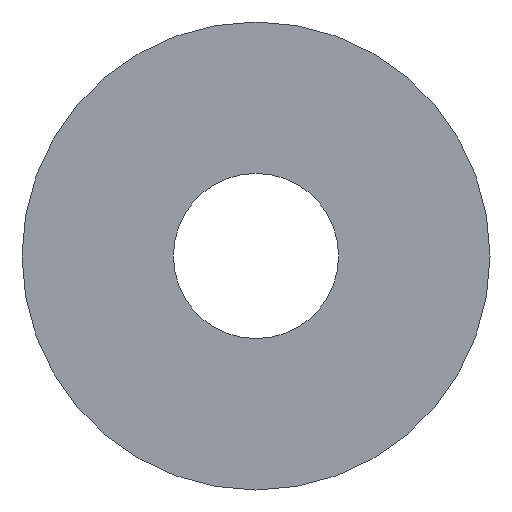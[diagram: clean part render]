
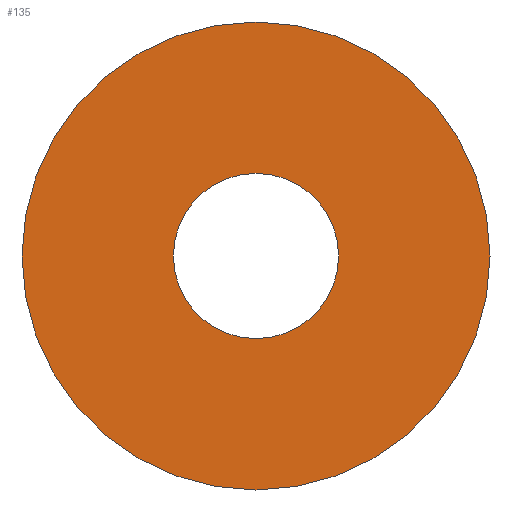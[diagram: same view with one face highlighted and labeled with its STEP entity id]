
A CAD part, left-side view. The second image highlights one B-rep face of the part: STEP entity #135.
In plain terms, the highlighted planar face has unit normal (-1, 0, 0).
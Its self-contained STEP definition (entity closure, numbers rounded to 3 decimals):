
#1 = CARTESIAN_POINT ( 'NONE',  ( 0., 0., 0. ) ) ;
#2 = CARTESIAN_POINT ( 'NONE',  ( 0., 8.5, 0. ) ) ;
#4 = DIRECTION ( 'NONE',  ( -1., 0., 0. ) ) ;
#12 = CARTESIAN_POINT ( 'NONE',  ( 0., 0., 0. ) ) ;
#13 = DIRECTION ( 'NONE',  ( 0., 0., 1. ) ) ;
#25 = VERTEX_POINT ( 'NONE', #29 ) ;
#27 = DIRECTION ( 'NONE',  ( -1., 0., 0. ) ) ;
#28 = DIRECTION ( 'NONE',  ( 0., 0., 1. ) ) ;
#29 = CARTESIAN_POINT ( 'NONE',  ( 0., 0., 8.5 ) ) ;
#31 = CARTESIAN_POINT ( 'NONE',  ( 0., 0., 0. ) ) ;
#34 = EDGE_LOOP ( 'NONE', ( #89, #113 ) ) ;
#35 = AXIS2_PLACEMENT_3D ( 'NONE', #2, #242, #240 ) ;
#41 = AXIS2_PLACEMENT_3D ( 'NONE', #248, #247, #246 ) ;
#42 = DIRECTION ( 'NONE',  ( 0., 0., 1. ) ) ;
#43 = AXIS2_PLACEMENT_3D ( 'NONE', #1, #4, #42 ) ;
#48 = AXIS2_PLACEMENT_3D ( 'NONE', #12, #154, #13 ) ;
#53 = ORIENTED_EDGE ( 'NONE', *, *, #70, .F. ) ;
#55 = AXIS2_PLACEMENT_3D ( 'NONE', #31, #27, #28 ) ;
#59 = EDGE_CURVE ( 'NONE', #186, #229, #102, .T. ) ;
#60 = ORIENTED_EDGE ( 'NONE', *, *, #59, .F. ) ;
#70 = EDGE_CURVE ( 'NONE', #229, #186, #116, .T. ) ;
#74 = EDGE_CURVE ( 'NONE', #25, #227, #110, .T. ) ;
#80 = EDGE_CURVE ( 'NONE', #227, #25, #118, .T. ) ;
#89 = ORIENTED_EDGE ( 'NONE', *, *, #74, .T. ) ;
#99 = EDGE_LOOP ( 'NONE', ( #53, #60 ) ) ;
#102 = CIRCLE ( 'NONE', #55, 3. ) ;
#110 = CIRCLE ( 'NONE', #43, 8.5 ) ;
#113 = ORIENTED_EDGE ( 'NONE', *, *, #80, .T. ) ;
#116 = CIRCLE ( 'NONE', #48, 3. ) ;
#118 = CIRCLE ( 'NONE', #41, 8.5 ) ;
#123 = FACE_BOUND ( 'NONE', #99, .T. ) ;
#128 = FACE_OUTER_BOUND ( 'NONE', #34, .T. ) ;
#135 = ADVANCED_FACE ( 'NONE', ( #123, #128 ), #244, .F. ) ;
#154 = DIRECTION ( 'NONE',  ( -1., 0., 0. ) ) ;
#186 = VERTEX_POINT ( 'NONE', #223 ) ;
#222 = CARTESIAN_POINT ( 'NONE',  ( 0., 0., -8.5 ) ) ;
#223 = CARTESIAN_POINT ( 'NONE',  ( 0., 0., -3. ) ) ;
#226 = CARTESIAN_POINT ( 'NONE',  ( 0., 0., 3. ) ) ;
#227 = VERTEX_POINT ( 'NONE', #222 ) ;
#229 = VERTEX_POINT ( 'NONE', #226 ) ;
#240 = DIRECTION ( 'NONE',  ( 0., 0., -1. ) ) ;
#242 = DIRECTION ( 'NONE',  ( 1., 0., 0. ) ) ;
#244 = PLANE ( 'NONE',  #35 ) ;
#246 = DIRECTION ( 'NONE',  ( 0., 0., 1. ) ) ;
#247 = DIRECTION ( 'NONE',  ( -1., 0., 0. ) ) ;
#248 = CARTESIAN_POINT ( 'NONE',  ( 0., 0., 0. ) ) ;
